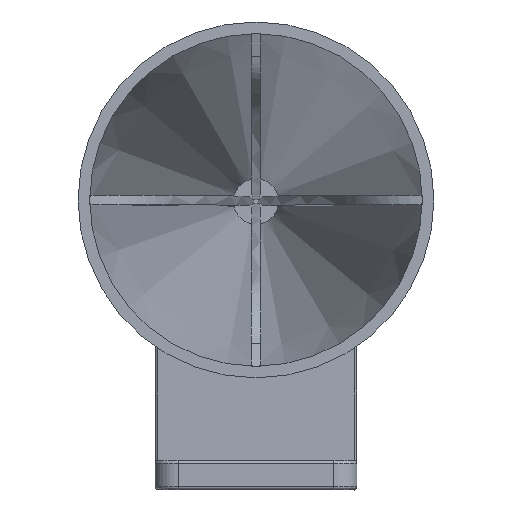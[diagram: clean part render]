
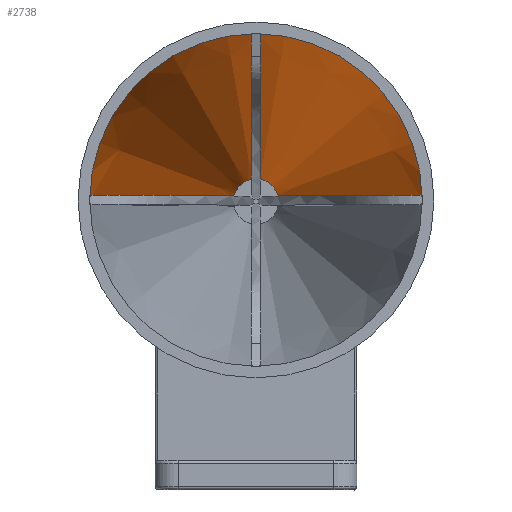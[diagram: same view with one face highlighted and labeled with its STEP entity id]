
A CAD part, top view. The second image highlights one B-rep face of the part: STEP entity #2738.
In plain terms, the highlighted conical face has half-angle 9.299 degrees and reference radius 3.4 mm.
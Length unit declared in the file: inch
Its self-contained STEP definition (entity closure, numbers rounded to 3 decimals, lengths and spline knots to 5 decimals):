
#162 = CONICAL_SURFACE ( 'NONE', #5294, 0.13386, 0.162 ) ;
#1183 = ORIENTED_EDGE ( 'NONE', *, *, #6484, .T. ) ;
#1327 = CIRCLE ( 'NONE', #4940, 1.13517 ) ;
#1511 = DIRECTION ( 'NONE',  ( 0.162, 0., 0.987 ) ) ;
#1619 = VECTOR ( 'NONE', #8237, 39.37008 ) ;
#2209 = CARTESIAN_POINT ( 'NONE',  ( 0.15468, 0., 0.12717 ) ) ;
#2417 = AXIS2_PLACEMENT_3D ( 'NONE', #5471, #12688, #4391 ) ;
#2738 = ADVANCED_FACE ( 'NONE', ( #12774 ), #162, .F. ) ;
#2991 = DIRECTION ( 'NONE',  ( 1., 0., 0. ) ) ;
#3410 = CARTESIAN_POINT ( 'NONE',  ( -1.13517, 0., 6.11549 ) ) ;
#3664 = CARTESIAN_POINT ( 'NONE',  ( 0., 0., 6.11549 ) ) ;
#4391 = DIRECTION ( 'NONE',  ( 1., 0., 0. ) ) ;
#4602 = VERTEX_POINT ( 'NONE', #5285 ) ;
#4742 = DIRECTION ( 'NONE',  ( 1., 0., 0. ) ) ;
#4871 = EDGE_CURVE ( 'NONE', #12053, #4602, #1327, .T. ) ;
#4940 = AXIS2_PLACEMENT_3D ( 'NONE', #3664, #8004, #2991 ) ;
#4980 = ORIENTED_EDGE ( 'NONE', *, *, #12572, .F. ) ;
#5122 = VERTEX_POINT ( 'NONE', #2209 ) ;
#5285 = CARTESIAN_POINT ( 'NONE',  ( 1.13517, 0., 6.11549 ) ) ;
#5294 = AXIS2_PLACEMENT_3D ( 'NONE', #7623, #11902, #4742 ) ;
#5347 = ORIENTED_EDGE ( 'NONE', *, *, #7547, .T. ) ;
#5471 = CARTESIAN_POINT ( 'NONE',  ( 0., 0., 0.12717 ) ) ;
#5641 = LINE ( 'NONE', #5774, #5849 ) ;
#5774 = CARTESIAN_POINT ( 'NONE',  ( 0.13386, 0., 0. ) ) ;
#5849 = VECTOR ( 'NONE', #1511, 39.37008 ) ;
#6484 = EDGE_CURVE ( 'NONE', #7043, #5122, #7948, .T. ) ;
#7043 = VERTEX_POINT ( 'NONE', #9792 ) ;
#7547 = EDGE_CURVE ( 'NONE', #5122, #4602, #5641, .T. ) ;
#7623 = CARTESIAN_POINT ( 'NONE',  ( 0., 0., 0. ) ) ;
#7948 = CIRCLE ( 'NONE', #2417, 0.15468 ) ;
#8004 = DIRECTION ( 'NONE',  ( 0., 0., -1. ) ) ;
#8237 = DIRECTION ( 'NONE',  ( -0.162, 0., 0.987 ) ) ;
#9792 = CARTESIAN_POINT ( 'NONE',  ( -0.15468, 0., 0.12717 ) ) ;
#9918 = EDGE_LOOP ( 'NONE', ( #4980, #1183, #5347, #11338 ) ) ;
#10180 = CARTESIAN_POINT ( 'NONE',  ( -0.13386, 0., 0. ) ) ;
#10248 = LINE ( 'NONE', #10180, #1619 ) ;
#11338 = ORIENTED_EDGE ( 'NONE', *, *, #4871, .F. ) ;
#11902 = DIRECTION ( 'NONE',  ( 0., 0., 1. ) ) ;
#12053 = VERTEX_POINT ( 'NONE', #3410 ) ;
#12572 = EDGE_CURVE ( 'NONE', #7043, #12053, #10248, .T. ) ;
#12688 = DIRECTION ( 'NONE',  ( 0., 0., -1. ) ) ;
#12774 = FACE_OUTER_BOUND ( 'NONE', #9918, .T. ) ;
